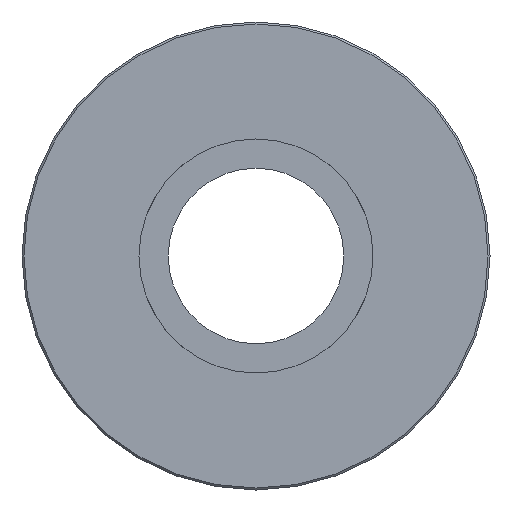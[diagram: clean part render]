
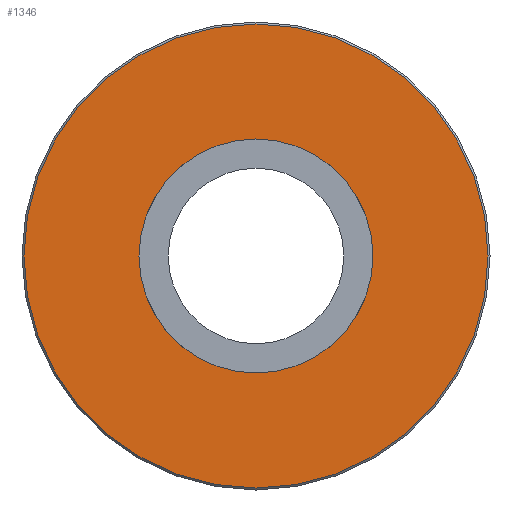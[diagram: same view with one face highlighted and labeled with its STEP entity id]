
A CAD part, left-side view. The second image highlights one B-rep face of the part: STEP entity #1346.
In plain terms, the highlighted planar face has unit normal (-1, 0, 0).
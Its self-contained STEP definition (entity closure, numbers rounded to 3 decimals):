
#191=PLANE($,#1493);
#246=FACE_BOUND($,#428,.T.);
#247=FACE_BOUND($,#429,.T.);
#428=EDGE_LOOP($,(#1154));
#429=EDGE_LOOP($,(#1155));
#511=CIRCLE($,#1489,59.5);
#514=CIRCLE($,#1494,30.);
#659=VERTEX_POINT($,#2528);
#662=VERTEX_POINT($,#2536);
#827=EDGE_CURVE($,#659,#659,#511,.T.);
#830=EDGE_CURVE($,#662,#662,#514,.T.);
#1154=ORIENTED_EDGE($,*,*,#830,.T.);
#1155=ORIENTED_EDGE($,*,*,#827,.F.);
#1346=ADVANCED_FACE($,(#246,#247),#191,.T.);
#1489=AXIS2_PLACEMENT_3D($,#2529,#1838,#1839);
#1493=AXIS2_PLACEMENT_3D($,#2535,#1846,#1847);
#1494=AXIS2_PLACEMENT_3D($,#2537,#1848,#1849);
#1838=DIRECTION('center_axis',(1.,0.,0.));
#1839=DIRECTION('ref_axis',(0.,-1.,0.));
#1846=DIRECTION('center_axis',(-1.,0.,0.));
#1847=DIRECTION('ref_axis',(0.,0.,1.));
#1848=DIRECTION('center_axis',(1.,0.,0.));
#1849=DIRECTION('ref_axis',(0.,0.,-1.));
#2528=CARTESIAN_POINT('',(0.,59.5,0.));
#2529=CARTESIAN_POINT('Origin',(0.,0.,0.));
#2535=CARTESIAN_POINT('Origin',(0.,60.,0.));
#2536=CARTESIAN_POINT('',(0.,0.,
30.));
#2537=CARTESIAN_POINT('Origin',(0.,0.,0.));
